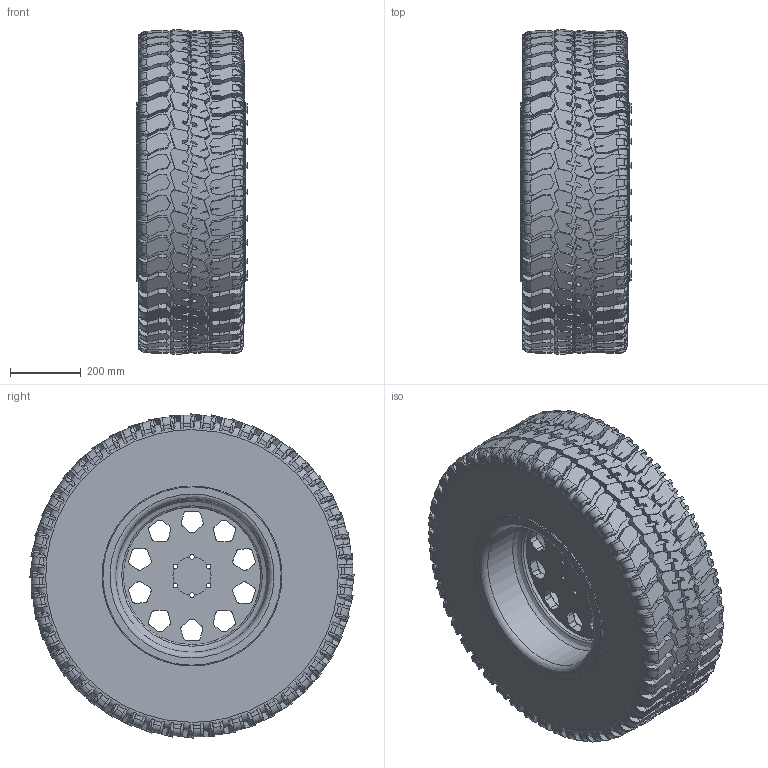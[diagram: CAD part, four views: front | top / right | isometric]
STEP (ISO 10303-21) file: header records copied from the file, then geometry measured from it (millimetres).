
FILE_DESCRIPTION(('FreeCAD Model'),'2;1');
FILE_NAME('Open CASCADE Shape Model','2025-05-04T08:14:03',('FreeCAD'),( 'FreeCAD'),'Open CASCADE STEP processor 7.6','FreeCAD','Unknown');
FILE_SCHEMA(('AUTOMOTIVE_DESIGN { 1 0 10303 214 1 1 1 1 }'));
Products named in the file (1): Open CASCADE STEP translator 7.6 1
Bounding box: 311.6 x 914.66 x 914.66 mm (x, y, z)
Volume: 145556218.9 mm3; surface area: 4136514.1 mm2
Topology: 23 solids, 23 shells, 4950 faces, 14746 edges, 9879 vertices
Faces by surface type: bspline 4950
Entity records: 159059 total; most frequent: CARTESIAN_POINT 74451, ORIENTED_EDGE 29492, EDGE_CURVE 14746, B_SPLINE_CURVE_WITH_KNOTS 11017, VERTEX_POINT 9879, FACE_BOUND 5033, EDGE_LOOP 5033, ADVANCED_FACE 4950
